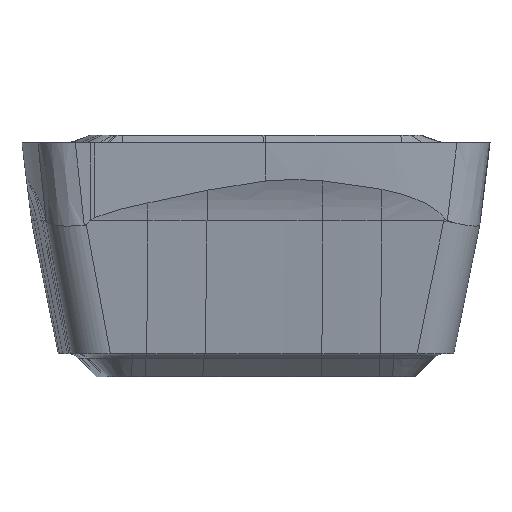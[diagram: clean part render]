
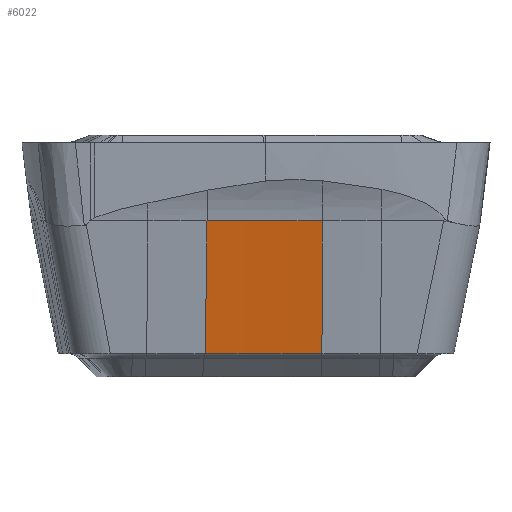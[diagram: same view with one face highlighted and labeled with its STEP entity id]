
A CAD part, front view. The second image highlights one B-rep face of the part: STEP entity #6022.
In plain terms, the highlighted conical face has half-angle 11 degrees and reference radius 27.907 mm.
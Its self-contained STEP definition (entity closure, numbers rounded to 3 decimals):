
#984=CARTESIAN_POINT('',(1.218,-30.486,-2.7));
#985=DIRECTION('',(0.,0.,-1.));
#986=DIRECTION('',(-0.067,0.998,0.));
#987=AXIS2_PLACEMENT_3D('',#984,#985,#986);
#1454=DIRECTION('',(0.003,-0.191,0.982));
#1455=VECTOR('',#1454,1.732);
#1456=CARTESIAN_POINT('',(0.846,-2.416,
-2.7));
#1457=LINE('',#1456,#1455);
#1468=DIRECTION('',(0.013,-0.19,0.982));
#1469=VECTOR('',#1468,1.732);
#1470=CARTESIAN_POINT('',(-0.65,-2.476,
-2.7));
#1471=LINE('',#1470,#1469);
#1523=CARTESIAN_POINT('',(1.218,-30.486,
-1.));
#1524=DIRECTION('',(0.,0.,1.));
#1525=DIRECTION('',(-0.013,1.,0.));
#1526=AXIS2_PLACEMENT_3D('',#1523,#1524,#1525);
#4743=CARTESIAN_POINT('',(-0.65,-2.476,
-2.7));
#4744=VERTEX_POINT('',#4743);
#4745=CARTESIAN_POINT('',(0.846,-2.416,
-2.7));
#4746=VERTEX_POINT('',#4745);
#4841=CARTESIAN_POINT('',(0.85,-2.747,
-1.));
#4842=VERTEX_POINT('',#4841);
#4843=CARTESIAN_POINT('',(-0.628,-2.806,
-1.));
#4844=VERTEX_POINT('',#4843);
#6009=CARTESIAN_POINT('',(1.218,-30.486,
-1.85));
#6010=DIRECTION('',(0.,0.,-1.));
#6011=DIRECTION('',(-0.013,1.,0.));
#6012=AXIS2_PLACEMENT_3D('',#6009,#6010,#6011);
#6013=CONICAL_SURFACE('',#6012,27.906,11.);
#6014=ORIENTED_EDGE('',*,*,#5725,.F.);
#6016=ORIENTED_EDGE('',*,*,#6015,.T.);
#6018=ORIENTED_EDGE('',*,*,#6017,.F.);
#6019=ORIENTED_EDGE('',*,*,#6001,.F.);
#6020=EDGE_LOOP('',(#6014,#6016,#6018,#6019));
#6021=FACE_OUTER_BOUND('',#6020,.F.);
#988=CIRCLE('',#987,28.072);
#1527=CIRCLE('',#1526,27.741);
#5725=EDGE_CURVE('',#4744,#4746,#988,.T.);
#6001=EDGE_CURVE('',#4746,#4842,#1457,.T.);
#6015=EDGE_CURVE('',#4744,#4844,#1471,.T.);
#6017=EDGE_CURVE('',#4842,#4844,#1527,.T.);
#6022=ADVANCED_FACE('',(#6021),#6013,.F.);
